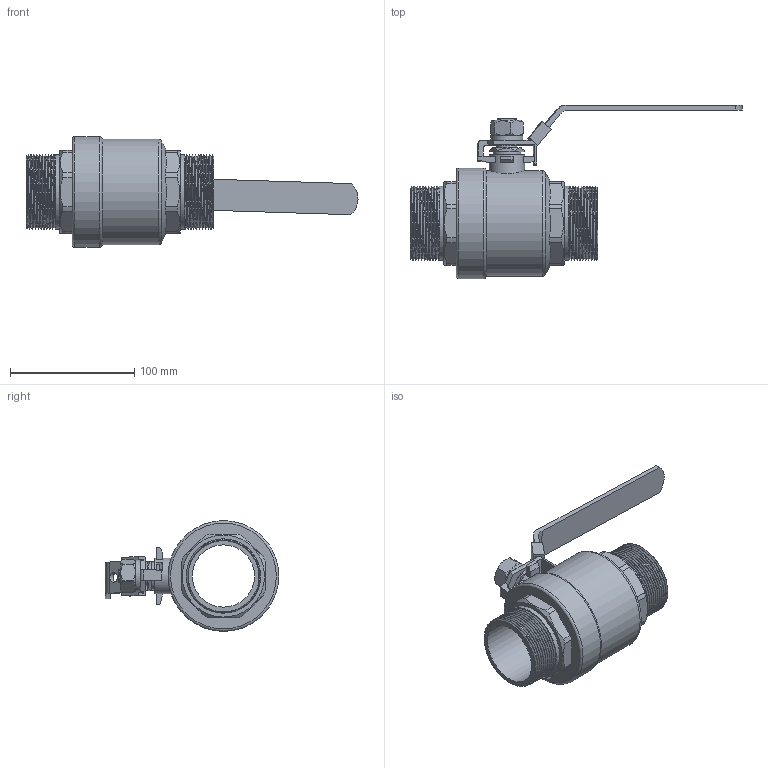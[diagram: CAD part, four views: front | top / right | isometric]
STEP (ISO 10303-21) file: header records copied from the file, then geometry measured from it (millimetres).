
FILE_DESCRIPTION(/* description */ ('Unknown'),/* implementation_level */ '2;1');
FILE_NAME(/* name */ 'R-621-2U-DN50',/* time_stamp */ '2020-12-14T16:27:00+08:00',/* author */ ('Unknown'),/* organization */ ('Unknown'),/* preprocessor_version */ 'ST-DEVELOPER v16.7',/* originating_system */ 'DEX',/* authorisation */ $);
FILE_SCHEMA (('AUTOMOTIVE_DESIGN {1 0 10303 214 3 1 1}'));
Length unit declared in the file: millimetre
Products named in the file (1): R-621-2U-DN50
Bounding box: 266.71 x 139.5 x 89 mm (x, y, z)
Volume: 405646.4 mm3; surface area: 93535.8 mm2
Topology: 1 solids, 2 shells, 320 faces, 1062 edges, 723 vertices
Faces by surface type: plane 132, cylinder 98, bspline 79, cone 8, torus 3
Full cylindrical faces by diameter (mm): 8 x1, 16 x1, 16.5 x1, 22 x1, 28.5 x1, 50 x1, 52.588 x1, 52.629 x1, 59.6 x20, 84.7 x1, 89 x1
Entity records: 33121 total; most frequent: CARTESIAN_POINT 25457, ORIENTED_EDGE 2010, DIRECTION 1093, EDGE_CURVE 1005, VERTEX_POINT 708, AXIS2_PLACEMENT_3D 368, LINE 357, VECTOR 357
